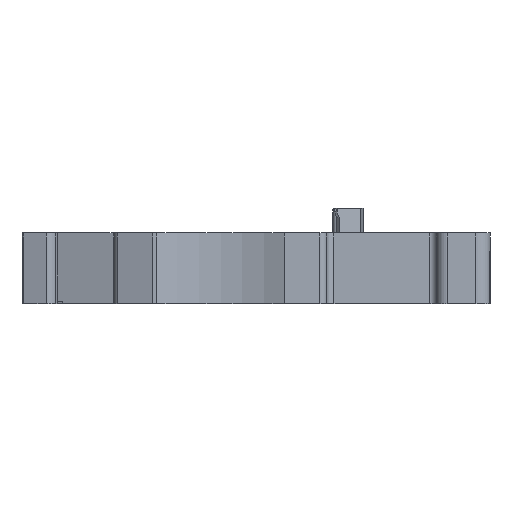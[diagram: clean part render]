
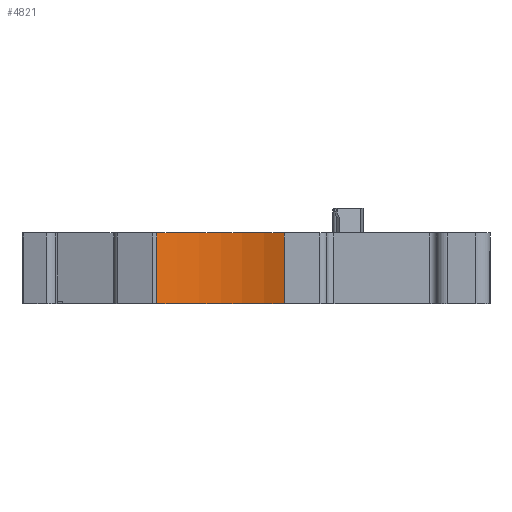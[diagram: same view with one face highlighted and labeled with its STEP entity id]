
A CAD part, left-side view. The second image highlights one B-rep face of the part: STEP entity #4821.
In plain terms, the highlighted cylindrical face has radius 10.6 mm (diameter 21.2 mm), a partial arc.
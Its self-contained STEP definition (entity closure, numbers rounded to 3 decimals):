
#40=CYLINDRICAL_SURFACE('',#5066,10.6);
#73=CIRCLE('',#4967,10.6);
#116=CIRCLE('',#5067,10.6);
#369=LINE('',#6851,#779);
#370=LINE('',#6855,#780);
#779=VECTOR('',#5691,1000.);
#780=VECTOR('',#5696,1000.);
#1420=ORIENTED_EDGE('',*,*,#2367,.F.);
#1421=ORIENTED_EDGE('',*,*,#2368,.F.);
#1422=ORIENTED_EDGE('',*,*,#2165,.T.);
#1423=ORIENTED_EDGE('',*,*,#2366,.T.);
#2165=EDGE_CURVE('',#2698,#2697,#73,.T.);
#2366=EDGE_CURVE('',#2697,#2837,#369,.T.);
#2367=EDGE_CURVE('',#2838,#2837,#116,.T.);
#2368=EDGE_CURVE('',#2698,#2838,#370,.T.);
#2697=VERTEX_POINT('',#6404);
#2698=VERTEX_POINT('',#6406);
#2837=VERTEX_POINT('',#6850);
#2838=VERTEX_POINT('',#6854);
#3088=EDGE_LOOP('',(#1420,#1421,#1422,#1423));
#3269=FACE_BOUND('',#3088,.T.);
#4821=ADVANCED_FACE('',(#3269),#40,.F.);
#4967=AXIS2_PLACEMENT_3D('',#6405,#5351,#5352);
#5066=AXIS2_PLACEMENT_3D('',#6852,#5692,#5693);
#5067=AXIS2_PLACEMENT_3D('',#6853,#5694,#5695);
#5351=DIRECTION('',(0.,0.,-1.));
#5352=DIRECTION('',(-1.,0.,0.));
#5691=DIRECTION('',(0.,0.,1.));
#5692=DIRECTION('',(0.,0.,1.));
#5693=DIRECTION('',(1.,0.,0.));
#5694=DIRECTION('',(0.,0.,-1.));
#5695=DIRECTION('',(-1.,0.,0.));
#5696=DIRECTION('',(0.,0.,1.));
#6404=CARTESIAN_POINT('',(-45.8,9.006,-5.));
#6405=CARTESIAN_POINT('',(-55.4,13.5,-5.));
#6406=CARTESIAN_POINT('',(-45.8,17.994,-5.));
#6850=CARTESIAN_POINT('',(-45.8,9.006,0.));
#6851=CARTESIAN_POINT('',(-45.8,9.006,-5.));
#6852=CARTESIAN_POINT('',(-55.4,13.5,-5.));
#6853=CARTESIAN_POINT('',(-55.4,13.5,0.));
#6854=CARTESIAN_POINT('',(-45.8,17.994,0.));
#6855=CARTESIAN_POINT('',(-45.8,17.994,-5.));
